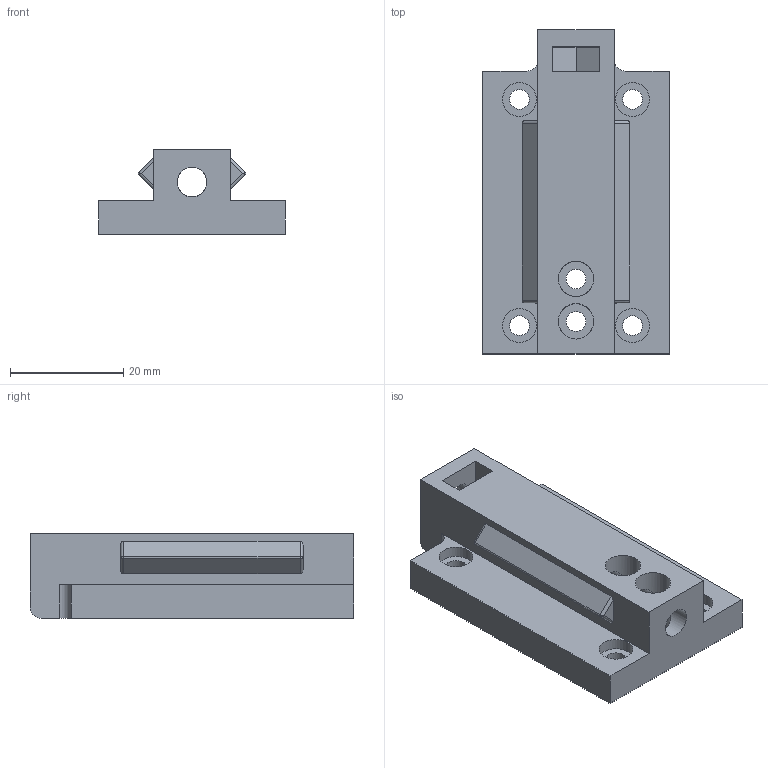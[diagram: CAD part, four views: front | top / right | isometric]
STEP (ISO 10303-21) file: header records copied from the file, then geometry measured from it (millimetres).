
FILE_DESCRIPTION(/* description */ (''),/* implementation_level */ '2;1');
FILE_NAME(/* name */ '01 Laser Mount v1.step',/* time_stamp */ '2022-09-06T09:30:58-04:00',/* author */ (''),/* organization */ (''),/* preprocessor_version */ 'ST-DEVELOPER v19',/* originating_system */ 'Autodesk Translation Framework v11.7.0.108',/* authorisation */ '');
FILE_SCHEMA (('AUTOMOTIVE_DESIGN { 1 0 10303 214 3 1 1 }'));
Length unit declared in the file: millimetre
Products named in the file (1): 01 Laser Mount
Bounding box: 33 x 57.25 x 15 mm (x, y, z)
Volume: 15600.7 mm3; surface area: 7504.4 mm2
Topology: 1 solids, 1 shells, 66 faces, 160 edges, 101 vertices
Faces by surface type: plane 33, cylinder 29, bspline 4
Full cylindrical faces by diameter (mm): 3.5 x6, 5.25 x4, 6 x4, 6.25 x2
Entity records: 2210 total; most frequent: CARTESIAN_POINT 590, DIRECTION 327, ORIENTED_EDGE 312, EDGE_CURVE 156, AXIS2_PLACEMENT_3D 117, VERTEX_POINT 101, EDGE_LOOP 95, LINE 93
